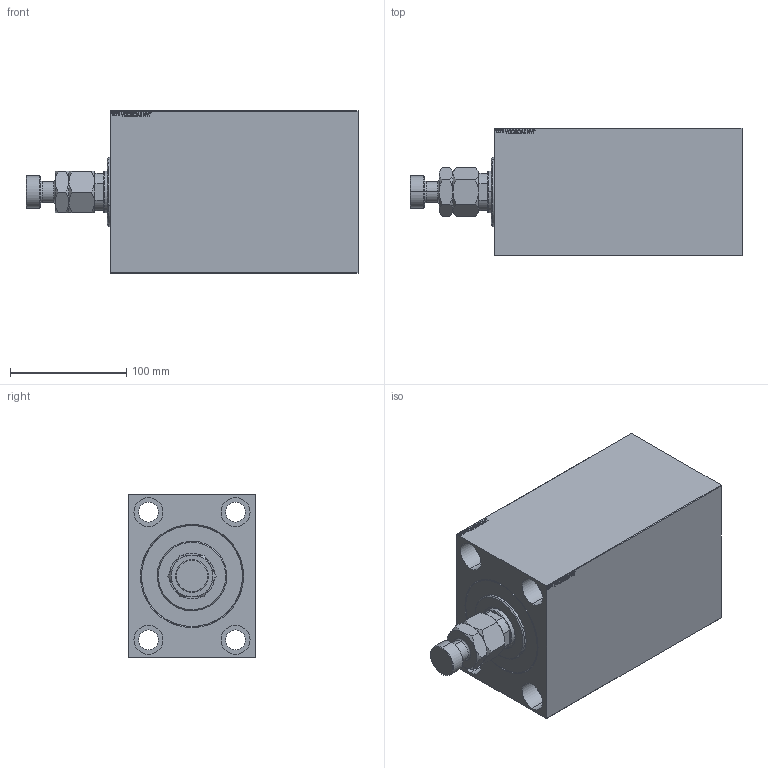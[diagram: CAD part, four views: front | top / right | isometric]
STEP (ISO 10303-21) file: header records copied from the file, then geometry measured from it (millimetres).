
FILE_DESCRIPTION (( 'STEP AP203' ), '1' );
FILE_NAME ('5d26.STEP', '2022-04-17T04:59:02', ( '' ), ( '' ), 'SwSTEP 2.0', 'SolidWorks 2019', '' );
FILE_SCHEMA (( 'CONFIG_CONTROL_DESIGN' ));
Length unit declared in the file: millimetre
Products named in the file (5): 5d26; V450CM_C_Body c639f984d122c25b8231bb6e88085d5f; V450CM_VC_B c639f984d122c25b8231bb6e88085d5f; MFA c639f984d122c25b8231bb6e88085d5f; V450CM_C_VCP c639f984d122c25b8231bb6e88085d5f
Assembly tree (4 placements, depth 2):
  5d26
    V450CM_C_Body c639f984d122c25b8231bb6e88085d5f
    V450CM_C_VCP c639f984d122c25b8231bb6e88085d5f
    V450CM_VC_B c639f984d122c25b8231bb6e88085d5f
    MFA c639f984d122c25b8231bb6e88085d5f
Bounding box: 286 x 110 x 140 mm (x, y, z)
Volume: 2605810.1 mm3; surface area: 312222.9 mm2
Topology: 4 solids, 4 shells, 915 faces, 2328 edges, 1531 vertices
Faces by surface type: plane 427, bspline 380, cylinder 62, cone 42, torus 4
Entity records: 45757 total; most frequent: CARTESIAN_POINT 25663, ORIENTED_EDGE 4652, DIRECTION 2780, EDGE_CURVE 2326, VERTEX_POINT 1531, VECTOR 1324, LINE 1324, EDGE_LOOP 1041
